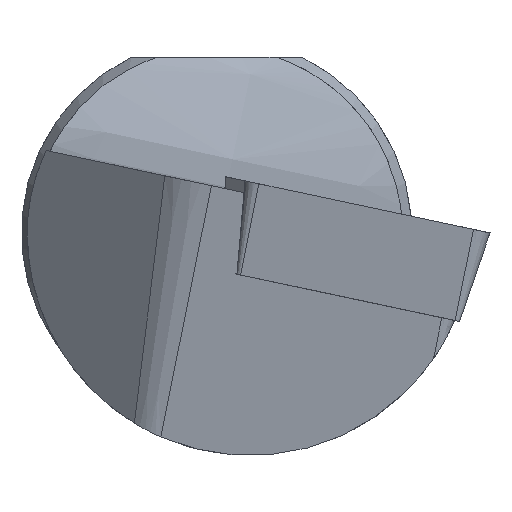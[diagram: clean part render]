
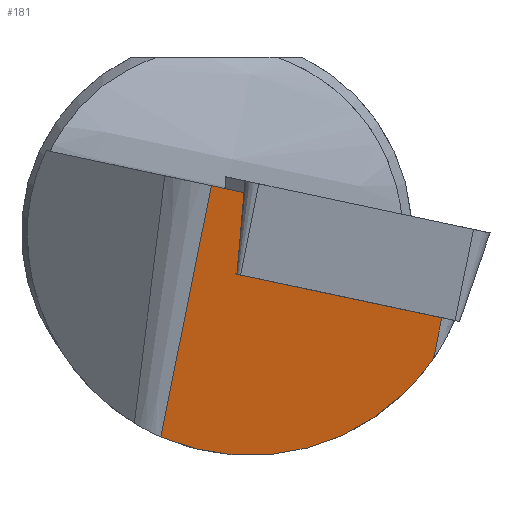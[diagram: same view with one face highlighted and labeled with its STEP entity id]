
A CAD part, left-side view. The second image highlights one B-rep face of the part: STEP entity #181.
In plain terms, the highlighted planar face has unit normal (-0.989, 0.108, -0.102).
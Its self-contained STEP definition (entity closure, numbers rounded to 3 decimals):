
#58=ELLIPSE('',#726,5.764,5.7);
#160=PLANE('',#727);
#181=ADVANCED_FACE('',(#225),#160,.T.);
#225=FACE_OUTER_BOUND('',#258,.T.);
#258=EDGE_LOOP('',(#424,#425,#426,#427,#428,#429));
#302=LINE('',#995,#346);
#303=LINE('',#998,#347);
#304=LINE('',#1000,#348);
#305=LINE('',#1004,#349);
#306=LINE('',#1006,#350);
#346=VECTOR('',#826,1.);
#347=VECTOR('',#827,1.);
#348=VECTOR('',#828,1.);
#349=VECTOR('',#831,1.);
#350=VECTOR('',#832,1.);
#424=ORIENTED_EDGE('',*,*,#629,.F.);
#425=ORIENTED_EDGE('',*,*,#630,.F.);
#426=ORIENTED_EDGE('',*,*,#631,.T.);
#427=ORIENTED_EDGE('',*,*,#632,.T.);
#428=ORIENTED_EDGE('',*,*,#633,.F.);
#429=ORIENTED_EDGE('',*,*,#634,.F.);
#564=VERTEX_POINT('',#996);
#565=VERTEX_POINT('',#997);
#566=VERTEX_POINT('',#999);
#567=VERTEX_POINT('',#1001);
#568=VERTEX_POINT('',#1003);
#569=VERTEX_POINT('',#1005);
#629=EDGE_CURVE('',#564,#565,#302,.T.);
#630=EDGE_CURVE('',#566,#564,#303,.T.);
#631=EDGE_CURVE('',#566,#567,#304,.T.);
#632=EDGE_CURVE('',#567,#568,#58,.T.);
#633=EDGE_CURVE('',#569,#568,#305,.T.);
#634=EDGE_CURVE('',#565,#569,#306,.T.);
#726=AXIS2_PLACEMENT_3D('',#1002,#829,#830);
#727=AXIS2_PLACEMENT_3D('',#1007,#833,#834);
#826=DIRECTION('',(0.112,0.096,-0.989));
#827=DIRECTION('',(-0.085,-0.975,-0.207));
#828=DIRECTION('',(0.121,0.196,-0.973));
#829=DIRECTION('',(-0.989,0.108,-0.102));
#830=DIRECTION('',(0.148,0.721,-0.677));
#831=DIRECTION('',(0.121,0.196,-0.973));
#832=DIRECTION('',(-0.085,-0.975,-0.207));
#833=DIRECTION('',(-0.989,0.108,-0.102));
#834=DIRECTION('',(-0.109,-0.994,0.));
#995=CARTESIAN_POINT('',(0.675,-0.692,0.761));
#996=CARTESIAN_POINT('',(0.645,-0.718,1.027));
#997=CARTESIAN_POINT('',(0.881,-0.516,-1.056));
#998=CARTESIAN_POINT('',(0.167,-6.176,-0.133));
#999=CARTESIAN_POINT('',(0.719,0.133,1.208));
#1000=CARTESIAN_POINT('',(0.683,0.074,1.502));
#1001=CARTESIAN_POINT('',(1.522,1.43,-5.224));
#1002=CARTESIAN_POINT('',(0.736,-0.85,0.));
#1003=CARTESIAN_POINT('',(0.553,-5.554,-3.22));
#1004=CARTESIAN_POINT('',(0.131,-6.235,0.161));
#1005=CARTESIAN_POINT('',(0.422,-5.765,-2.172));
#1006=CARTESIAN_POINT('',(0.422,-5.765,-2.172));
#1007=CARTESIAN_POINT('',(0.131,-6.235,0.161));
